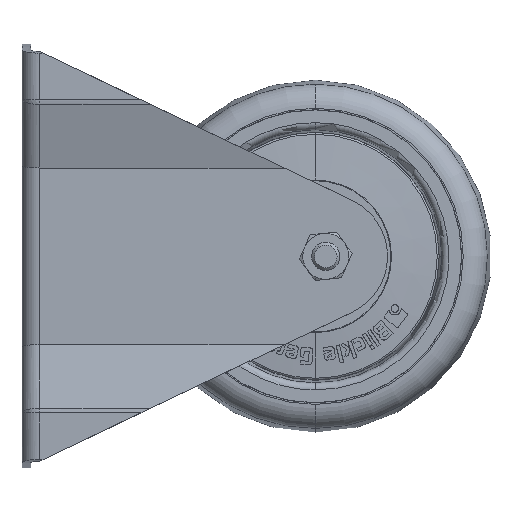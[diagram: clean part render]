
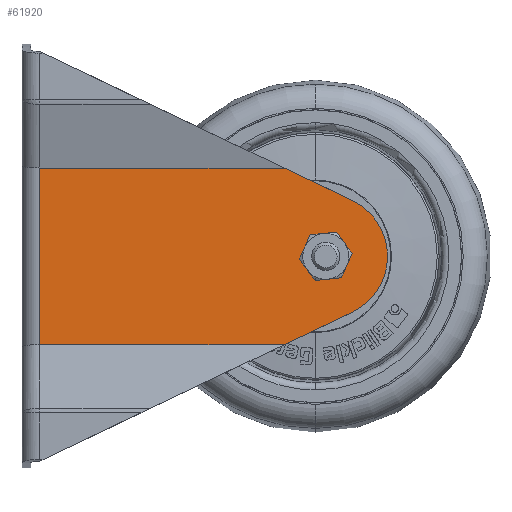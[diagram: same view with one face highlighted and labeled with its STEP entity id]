
A CAD part, left-side view. The second image highlights one B-rep face of the part: STEP entity #61920.
In plain terms, the highlighted face is planar.
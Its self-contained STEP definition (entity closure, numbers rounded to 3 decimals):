
#1465 = VECTOR ( 'NONE', #87061, 1000. ) ;
#2167 = AXIS2_PLACEMENT_3D ( 'NONE', #92555, #63447, #19428 ) ;
#7013 = DIRECTION ( 'NONE',  ( 0., -1., 0. ) ) ;
#8485 = VERTEX_POINT ( 'NONE', #65547 ) ;
#11201 = VERTEX_POINT ( 'NONE', #40791 ) ;
#11858 = EDGE_CURVE ( 'NONE', #8485, #93568, #77977, .T. ) ;
#13015 = EDGE_CURVE ( 'NONE', #8485, #94231, #73314, .T. ) ;
#13474 = CARTESIAN_POINT ( 'NONE',  ( 0., -21., 86. ) ) ;
#14168 = CIRCLE ( 'NONE', #82459, 4.25 ) ;
#16001 = DIRECTION ( 'NONE',  ( 1., 0., 0. ) ) ;
#16065 = CARTESIAN_POINT ( 'NONE',  ( 15.798, -21., 93.528 ) ) ;
#17228 = ORIENTED_EDGE ( 'NONE', *, *, #57707, .F. ) ;
#18041 = VERTEX_POINT ( 'NONE', #16065 ) ;
#19428 = DIRECTION ( 'NONE',  ( 1., 0., 0. ) ) ;
#20842 = DIRECTION ( 'NONE',  ( 1., 0., 0. ) ) ;
#21908 = LINE ( 'NONE', #94667, #36827 ) ;
#24858 = VERTEX_POINT ( 'NONE', #79309 ) ;
#26000 = FACE_BOUND ( 'NONE', #83850, .T. ) ;
#28457 = ORIENTED_EDGE ( 'NONE', *, *, #39541, .F. ) ;
#32224 = EDGE_CURVE ( 'NONE', #94231, #24858, #38365, .T. ) ;
#34067 = CARTESIAN_POINT ( 'NONE',  ( -25., -21., 5. ) ) ;
#36827 = VECTOR ( 'NONE', #72695, 1000. ) ;
#37030 = CARTESIAN_POINT ( 'NONE',  ( 1.289, -21., 129.386 ) ) ;
#37435 = VERTEX_POINT ( 'NONE', #48879 ) ;
#38365 = LINE ( 'NONE', #89215, #55566 ) ;
#38427 = DIRECTION ( 'NONE',  ( 0., -1., 0. ) ) ;
#39541 = EDGE_CURVE ( 'NONE', #11201, #37435, #54573, .T. ) ;
#40791 = CARTESIAN_POINT ( 'NONE',  ( 0., -21., 81.75 ) ) ;
#43049 = CARTESIAN_POINT ( 'NONE',  ( -1.289, -21., 129.386 ) ) ;
#48879 = CARTESIAN_POINT ( 'NONE',  ( 0., -21., 90.25 ) ) ;
#50451 = ORIENTED_EDGE ( 'NONE', *, *, #11858, .F. ) ;
#50915 = CARTESIAN_POINT ( 'NONE',  ( 0., -21., 86. ) ) ;
#51310 = DIRECTION ( 'NONE',  ( 0., 0., -1. ) ) ;
#51840 = DIRECTION ( 'NONE',  ( 0.43, 0., 0.903 ) ) ;
#54573 = CIRCLE ( 'NONE', #57138, 4.25 ) ;
#55566 = VECTOR ( 'NONE', #16001, 1000. ) ;
#57138 = AXIS2_PLACEMENT_3D ( 'NONE', #82469, #38427, #89827 ) ;
#57707 = EDGE_CURVE ( 'NONE', #84098, #24858, #21908, .T. ) ;
#58238 = DIRECTION ( 'NONE',  ( 1., 0., 0. ) ) ;
#58422 = VECTOR ( 'NONE', #51840, 1000. ) ;
#61920 = ADVANCED_FACE ( 'NONE', ( #26000, #82344 ), #77905, .T. ) ;
#62076 = AXIS2_PLACEMENT_3D ( 'NONE', #50915, #7013, #58238 ) ;
#62191 = ORIENTED_EDGE ( 'NONE', *, *, #13015, .T. ) ;
#63447 = DIRECTION ( 'NONE',  ( 0., -1., 0. ) ) ;
#64861 = DIRECTION ( 'NONE',  ( 0., -1., 0. ) ) ;
#65547 = CARTESIAN_POINT ( 'NONE',  ( -25., -21., 74.217 ) ) ;
#67176 = CARTESIAN_POINT ( 'NONE',  ( 25., -21., 74.217 ) ) ;
#67843 = EDGE_CURVE ( 'NONE', #37435, #11201, #14168, .T. ) ;
#68709 = EDGE_CURVE ( 'NONE', #84098, #18041, #77102, .T. ) ;
#69874 = ORIENTED_EDGE ( 'NONE', *, *, #68709, .T. ) ;
#71041 = VECTOR ( 'NONE', #51310, 1000. ) ;
#72695 = DIRECTION ( 'NONE',  ( 0., 0., -1. ) ) ;
#73314 = LINE ( 'NONE', #87877, #71041 ) ;
#74281 = EDGE_LOOP ( 'NONE', ( #69874, #75480, #50451, #62191, #94571, #17228 ) ) ;
#75480 = ORIENTED_EDGE ( 'NONE', *, *, #87914, .T. ) ;
#77102 = LINE ( 'NONE', #43049, #1465 ) ;
#77905 = PLANE ( 'NONE',  #2167 ) ;
#77977 = LINE ( 'NONE', #37030, #58422 ) ;
#78466 = ORIENTED_EDGE ( 'NONE', *, *, #67843, .F. ) ;
#79309 = CARTESIAN_POINT ( 'NONE',  ( 25., -21., 5. ) ) ;
#82344 = FACE_OUTER_BOUND ( 'NONE', #74281, .T. ) ;
#82459 = AXIS2_PLACEMENT_3D ( 'NONE', #13474, #64861, #20842 ) ;
#82469 = CARTESIAN_POINT ( 'NONE',  ( 0., -21., 86. ) ) ;
#83850 = EDGE_LOOP ( 'NONE', ( #78466, #28457 ) ) ;
#84098 = VERTEX_POINT ( 'NONE', #67176 ) ;
#84383 = CARTESIAN_POINT ( 'NONE',  ( -15.798, -21., 93.528 ) ) ;
#87061 = DIRECTION ( 'NONE',  ( -0.43, 0., 0.903 ) ) ;
#87877 = CARTESIAN_POINT ( 'NONE',  ( -25., -21., 130. ) ) ;
#87914 = EDGE_CURVE ( 'NONE', #18041, #93568, #88032, .T. ) ;
#88032 = CIRCLE ( 'NONE', #62076, 17.5 ) ;
#89215 = CARTESIAN_POINT ( 'NONE',  ( 25., -21., 5. ) ) ;
#89827 = DIRECTION ( 'NONE',  ( 1., 0., 0. ) ) ;
#92555 = CARTESIAN_POINT ( 'NONE',  ( 0., -21., 130. ) ) ;
#93568 = VERTEX_POINT ( 'NONE', #84383 ) ;
#94231 = VERTEX_POINT ( 'NONE', #34067 ) ;
#94571 = ORIENTED_EDGE ( 'NONE', *, *, #32224, .T. ) ;
#94667 = CARTESIAN_POINT ( 'NONE',  ( 25., -21., 130. ) ) ;
